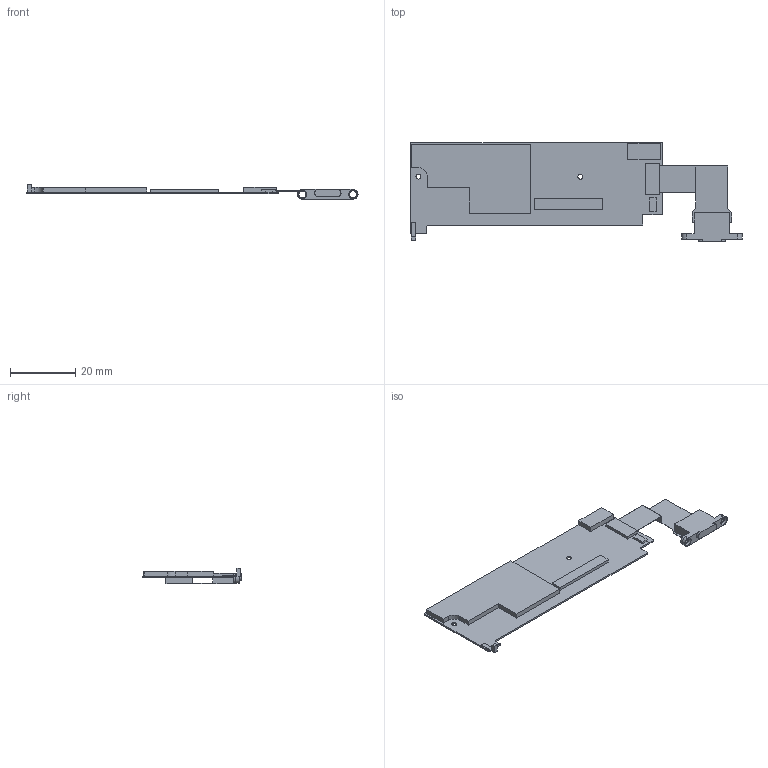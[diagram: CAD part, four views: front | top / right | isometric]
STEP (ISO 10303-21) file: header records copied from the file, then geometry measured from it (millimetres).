
FILE_DESCRIPTION(/* description */ (''),/* implementation_level */ '2;1');
FILE_NAME(/* name */ 'magic-keyboard-motherboard.step',/* time_stamp */ '2024-08-01T22:53:06+02:00',/* author */ (''),/* organization */ (''),/* preprocessor_version */ 'ST-DEVELOPER v20',/* originating_system */ 'Autodesk Translation Framework v13.14.0.145',/* authorisation */ '');
FILE_SCHEMA (('AUTOMOTIVE_DESIGN { 1 0 10303 214 3 1 1 }'));
Length unit declared in the file: millimetre
Products named in the file (1): magic-keyboard-motherboard
Bounding box: 101.6 x 30.28 x 4.63 mm (x, y, z)
Volume: 2413.4 mm3; surface area: 5375.7 mm2
Topology: 3 solids, 3 shells, 94 faces, 240 edges, 159 vertices
Faces by surface type: plane 75, cylinder 19
Full cylindrical faces by diameter (mm): 1.5 x2, 2.2 x2, 2.6 x2
Entity records: 2865 total; most frequent: CARTESIAN_POINT 494, ORIENTED_EDGE 480, DIRECTION 468, EDGE_CURVE 240, LINE 202, VECTOR 202, VERTEX_POINT 159, AXIS2_PLACEMENT_3D 133
